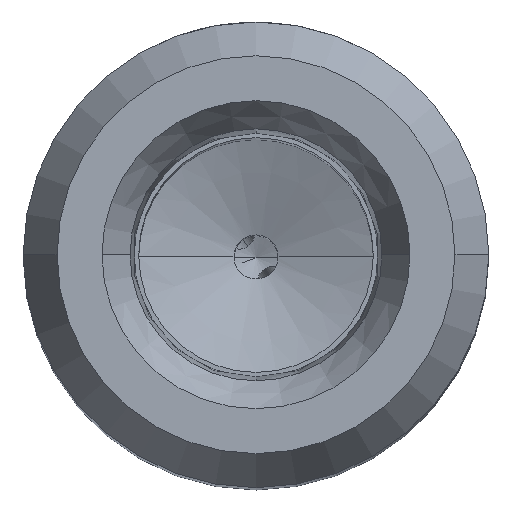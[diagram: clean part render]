
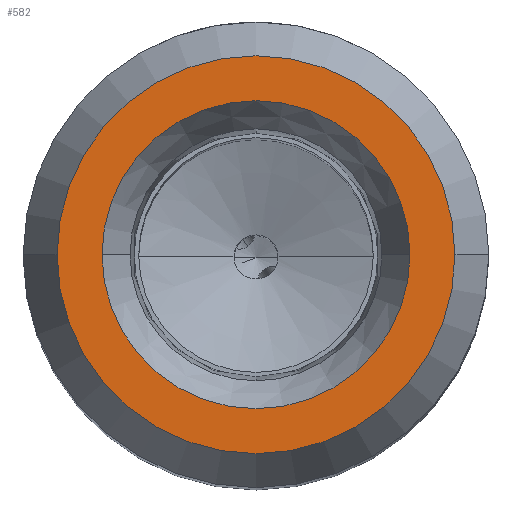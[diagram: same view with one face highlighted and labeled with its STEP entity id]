
A CAD part, top view. The second image highlights one B-rep face of the part: STEP entity #582.
In plain terms, the highlighted planar face has unit normal (0, 0, 1).
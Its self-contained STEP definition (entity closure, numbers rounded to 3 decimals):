
#162=FACE_BOUND('',#1027,.T.);
#163=FACE_BOUND('',#1028,.T.);
#199=PLANE('',#4197);
#582=ADVANCED_FACE('',(#162,#163),#199,.T.);
#1027=EDGE_LOOP('',(#1590,#1591));
#1028=EDGE_LOOP('',(#1592,#1593));
#1225=CIRCLE('',#4191,5.25);
#1226=CIRCLE('',#4193,5.25);
#1227=CIRCLE('',#4195,6.783);
#1228=CIRCLE('',#4196,6.783);
#1590=ORIENTED_EDGE('',*,*,#3184,.T.);
#1591=ORIENTED_EDGE('',*,*,#3185,.T.);
#1592=ORIENTED_EDGE('',*,*,#3186,.T.);
#1593=ORIENTED_EDGE('',*,*,#3187,.T.);
#2702=VERTEX_POINT('',#5880);
#2703=VERTEX_POINT('',#5882);
#2704=VERTEX_POINT('',#5888);
#2705=VERTEX_POINT('',#5889);
#3184=EDGE_CURVE('',#2702,#2703,#1225,.T.);
#3185=EDGE_CURVE('',#2703,#2702,#1226,.T.);
#3186=EDGE_CURVE('',#2704,#2705,#1227,.T.);
#3187=EDGE_CURVE('',#2705,#2704,#1228,.T.);
#4191=AXIS2_PLACEMENT_3D('',#5883,#4699,#4700);
#4193=AXIS2_PLACEMENT_3D('',#5885,#4703,#4704);
#4195=AXIS2_PLACEMENT_3D('',#5887,#4707,#4708);
#4196=AXIS2_PLACEMENT_3D('',#5890,#4709,#4710);
#4197=AXIS2_PLACEMENT_3D('',#5891,#4711,#4712);
#4699=DIRECTION('',(0.,0.,-1.));
#4700=DIRECTION('',(-1.,0.,0.));
#4703=DIRECTION('',(0.,0.,-1.));
#4704=DIRECTION('',(1.,0.,0.));
#4707=DIRECTION('',(0.,0.,1.));
#4708=DIRECTION('',(-1.,0.,0.));
#4709=DIRECTION('',(0.,0.,1.));
#4710=DIRECTION('',(1.,0.,0.));
#4711=DIRECTION('',(0.,0.,1.));
#4712=DIRECTION('',(-1.,0.,0.));
#5880=CARTESIAN_POINT('',(-5.25,0.,24.5));
#5882=CARTESIAN_POINT('',(5.25,0.,24.5));
#5883=CARTESIAN_POINT('',(0.,0.,24.5));
#5885=CARTESIAN_POINT('',(0.,0.,24.5));
#5887=CARTESIAN_POINT('',(0.,0.,24.5));
#5888=CARTESIAN_POINT('',(-6.783,0.,24.5));
#5889=CARTESIAN_POINT('',(6.783,0.,24.5));
#5890=CARTESIAN_POINT('',(0.,0.,24.5));
#5891=CARTESIAN_POINT('',(0.,0.,24.5));
